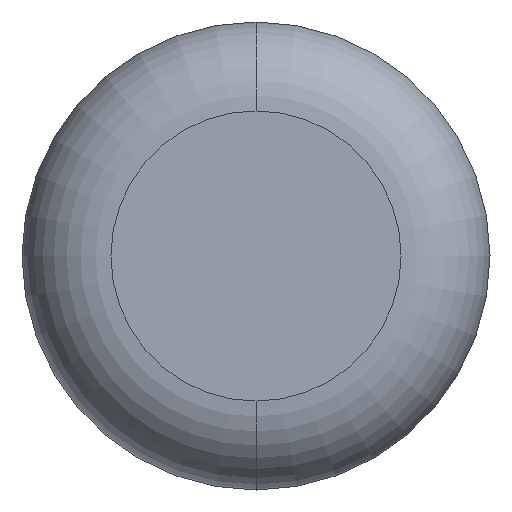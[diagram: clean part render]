
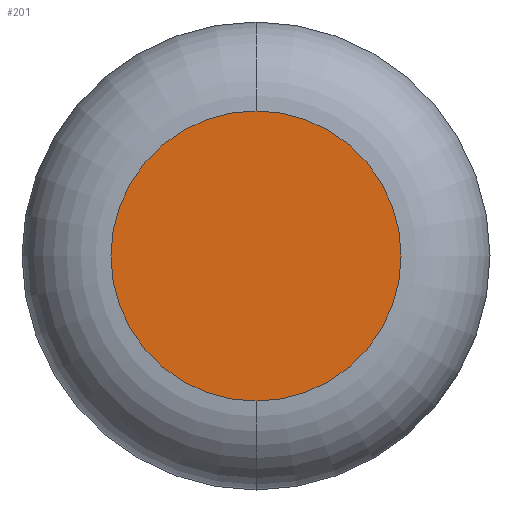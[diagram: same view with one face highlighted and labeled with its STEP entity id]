
A CAD part, front view. The second image highlights one B-rep face of the part: STEP entity #201.
In plain terms, the highlighted planar face has unit normal (0, -1, 0).
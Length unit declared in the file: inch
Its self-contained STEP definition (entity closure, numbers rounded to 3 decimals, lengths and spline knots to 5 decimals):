
#44 = DIRECTION ( 'NONE',  ( 0., 0., -1. ) ) ;
#81 = DIRECTION ( 'NONE',  ( 0., -1., 0. ) ) ;
#93 = AXIS2_PLACEMENT_3D ( 'NONE', #219, #81, #220 ) ;
#118 = CIRCLE ( 'NONE', #346, 0.31 ) ;
#128 = VERTEX_POINT ( 'NONE', #161 ) ;
#161 = CARTESIAN_POINT ( 'NONE',  ( 0., 0., 0.31 ) ) ;
#175 = DIRECTION ( 'NONE',  ( 0., -1., 0. ) ) ;
#185 = FACE_OUTER_BOUND ( 'NONE', #374, .T. ) ;
#193 = CARTESIAN_POINT ( 'NONE',  ( 0., 0., 0. ) ) ;
#201 = ADVANCED_FACE ( 'NONE', ( #185 ), #342, .T. ) ;
#211 = CARTESIAN_POINT ( 'NONE',  ( 0., 0., -0.31 ) ) ;
#212 = ORIENTED_EDGE ( 'NONE', *, *, #233, .T. ) ;
#214 = DIRECTION ( 'NONE',  ( 0., -1., 0. ) ) ;
#217 = CIRCLE ( 'NONE', #251, 0.31 ) ;
#219 = CARTESIAN_POINT ( 'NONE',  ( 0., 0., 0. ) ) ;
#220 = DIRECTION ( 'NONE',  ( 0., 0., -1. ) ) ;
#233 = EDGE_CURVE ( 'NONE', #286, #128, #118, .T. ) ;
#251 = AXIS2_PLACEMENT_3D ( 'NONE', #293, #175, #298 ) ;
#286 = VERTEX_POINT ( 'NONE', #211 ) ;
#293 = CARTESIAN_POINT ( 'NONE',  ( 0., 0., 0. ) ) ;
#298 = DIRECTION ( 'NONE',  ( 0., 0., -1. ) ) ;
#342 = PLANE ( 'NONE',  #93 ) ;
#346 = AXIS2_PLACEMENT_3D ( 'NONE', #193, #214, #44 ) ;
#357 = ORIENTED_EDGE ( 'NONE', *, *, #372, .T. ) ;
#372 = EDGE_CURVE ( 'NONE', #128, #286, #217, .T. ) ;
#374 = EDGE_LOOP ( 'NONE', ( #212, #357 ) ) ;
